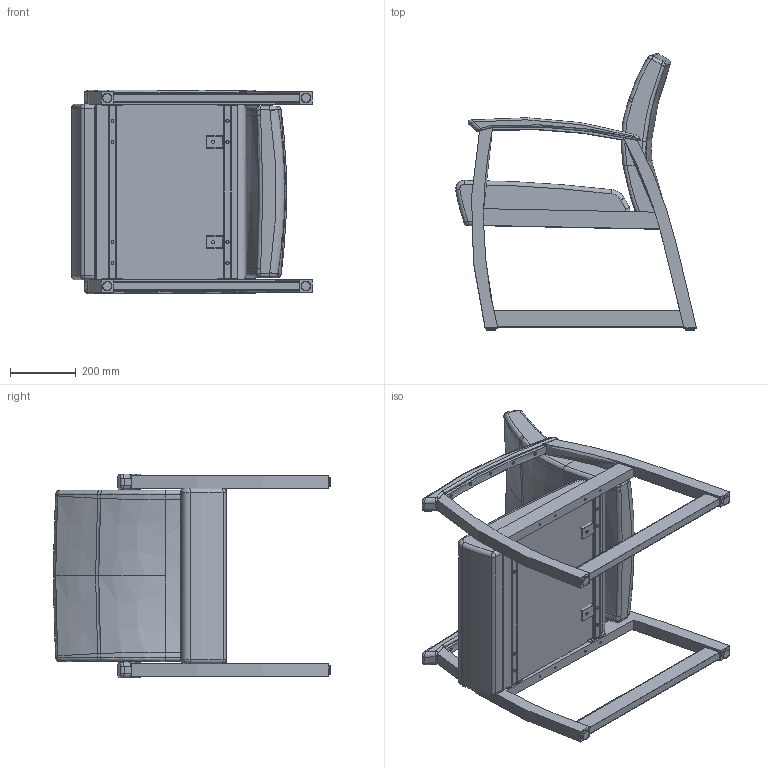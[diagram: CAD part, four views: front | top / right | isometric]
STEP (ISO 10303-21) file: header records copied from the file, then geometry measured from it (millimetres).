
FILE_DESCRIPTION(/* description */ (''),/* implementation_level */ '2;1');
FILE_NAME(/* name */ 'KOT19W.stp',/* time_stamp */ '2017-10-25T08:16:03-04:00',/* author */ ('emehringer'),/* organization */ (''),/* preprocessor_version */ 'ST-DEVELOPER v16.5',/* originating_system */ 'Autodesk Inventor 2017',/* authorisation */ '');
FILE_SCHEMA (('AUTOMOTIVE_DESIGN { 1 0 10303 214 3 1 1 }'));
Length unit declared in the file: inch
Products named in the file (15): KOT19U-W; KOT9 ARML; KOT9 ARMR; KOT10-1 MAC BLK; KOT10 BACK NEW; KOT10 USEAT; STU1X1.5X21; STU1X1.5X21_1; STU1X1.5X21_2; STUBE PLT-4; U-CHANNEL FOR STUBE; STUBE1.5X21; TUBE1.5 X21; STUBE PLT-1; GLD BLK 5-16
Assembly tree (21 placements, depth 3):
  KOT19U-W
    KOT9 ARML
    KOT9 ARMR
    KOT10-1 MAC BLK  x2
    KOT10 BACK NEW
    KOT10 USEAT
    STU1X1.5X21
      STU1X1.5X21_1
      STU1X1.5X21_2
      STUBE PLT-4  x2
      U-CHANNEL FOR STUBE  x2
    STUBE1.5X21
      TUBE1.5 X21
      STUBE PLT-1  x2
    GLD BLK 5-16  x4
Bounding box: 731.1 x 840.05 x 619.12 mm (x, y, z)
Volume: 58865751 mm3; surface area: 2826506.7 mm2
Topology: 28 solids, 38 shells, 2118 faces, 4499 edges, 2485 vertices
Faces by surface type: cylinder 674, bspline 581, torus 502, plane 351, cone 8, sphere 2
Full cylindrical faces by diameter (mm): 6.35 x42, 6.528 x8, 7.137 x8, 7.925 x8, 7.938 x4, 8.712 x8, 8.733 x8, 9.525 x10
Entity records: 38467 total; most frequent: CARTESIAN_POINT 18774, ORIENTED_EDGE 3958, DIRECTION 3701, EDGE_CURVE 1981, AXIS2_PLACEMENT_3D 1473, VERTEX_POINT 1212, EDGE_LOOP 1115, FACE_OUTER_BOUND 921
